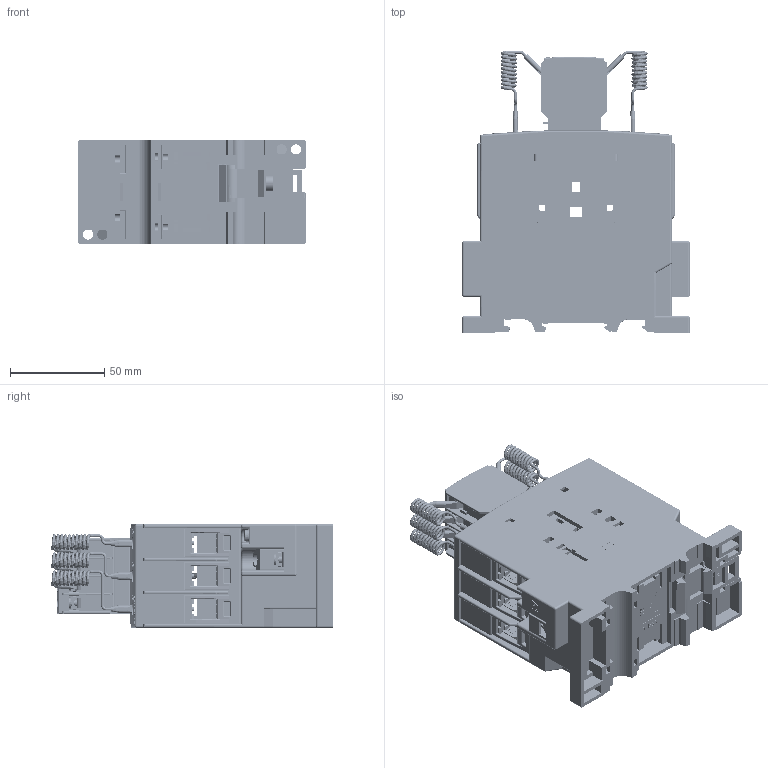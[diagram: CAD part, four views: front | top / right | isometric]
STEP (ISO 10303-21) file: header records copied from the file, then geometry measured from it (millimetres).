
FILE_DESCRIPTION((''),'2;1');
FILE_NAME('CEM50CK_004643813','2017-07-21T',('aljaz.cop'),('Audax d.o.o.'),'CREO PARAMETRIC BY PTC INC, 2015380','CREO PARAMETRIC BY PTC INC, 2015380','');
FILE_SCHEMA(('CONFIG_CONTROL_DESIGN'));
Products named in the file (1): CEM50CK_004643813
Bounding box: 121.22 x 149.46 x 54.93 mm (x, y, z)
Volume: 199346.5 mm3; surface area: 203987.1 mm2
Topology: 1 solids, 1 shells, 8507 faces, 25111 edges, 16172 vertices
Faces by surface type: plane 6290, cylinder 1467, extrusion 297, torus 182, bspline 160, sphere 65, cone 46
Entity records: 402092 total; most frequent: CARTESIAN_POINT 176956, ORIENTED_EDGE 50048, DIRECTION 42618, EDGE_CURVE 25024, VECTOR 19898, LINE 19601, VERTEX_POINT 16171, AXIS2_PLACEMENT_3D 11360
